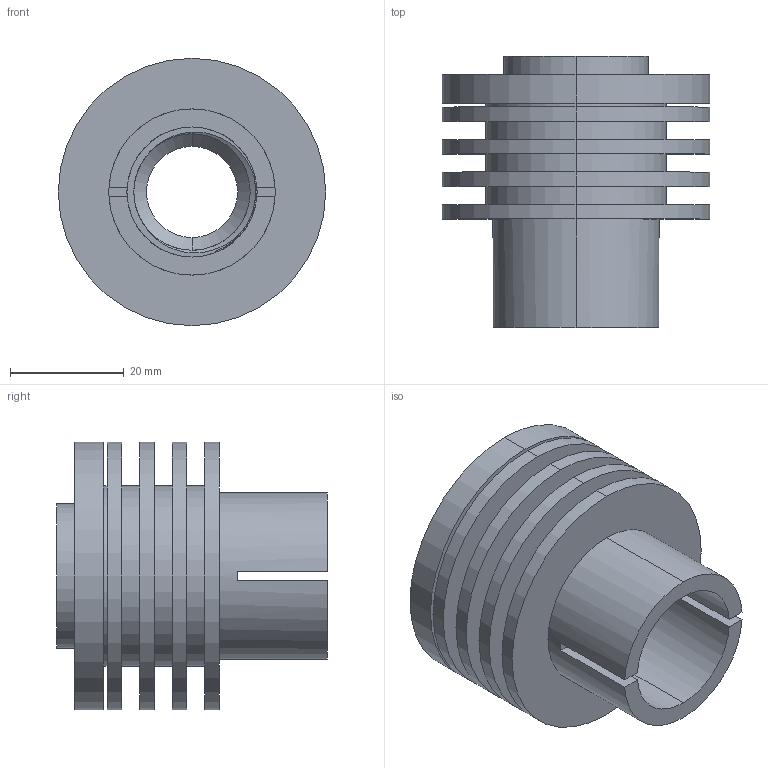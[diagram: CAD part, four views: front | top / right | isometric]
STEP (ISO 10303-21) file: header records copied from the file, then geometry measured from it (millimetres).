
FILE_DESCRIPTION (( 'STEP AP203' ), '1' );
FILE_NAME ('[12001] upper barrel_rev02.STEP', '2017-08-15T16:38:57', ( '' ), ( '' ), 'SwSTEP 2.0', 'SolidWorks 2016', '' );
FILE_SCHEMA (( 'CONFIG_CONTROL_DESIGN' ));
Length unit declared in the file: inch
Products named in the file (1): [12001] upper barrel_rev02
Bounding box: 46.99 x 47.62 x 46.99 mm (x, y, z)
Volume: 32563.1 mm3; surface area: 19596.7 mm2
Topology: 1 solids, 1 shells, 75 faces, 185 edges, 122 vertices
Faces by surface type: cylinder 49, plane 21, bspline 3, cone 2
Entity records: 4021 total; most frequent: CARTESIAN_POINT 2185, ORIENTED_EDGE 370, DIRECTION 370, EDGE_CURVE 185, AXIS2_PLACEMENT_3D 151, VERTEX_POINT 122, EDGE_LOOP 95, CIRCLE 78
